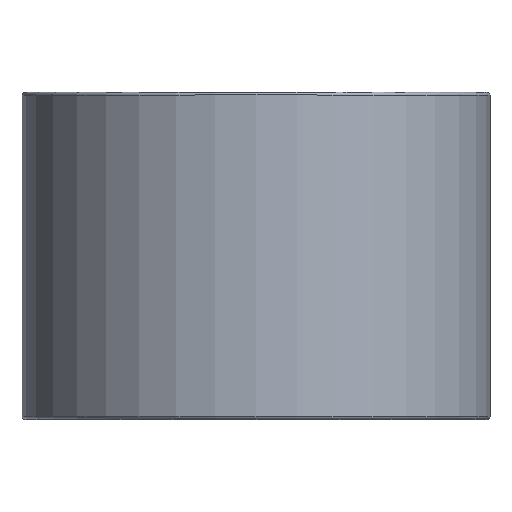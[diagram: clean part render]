
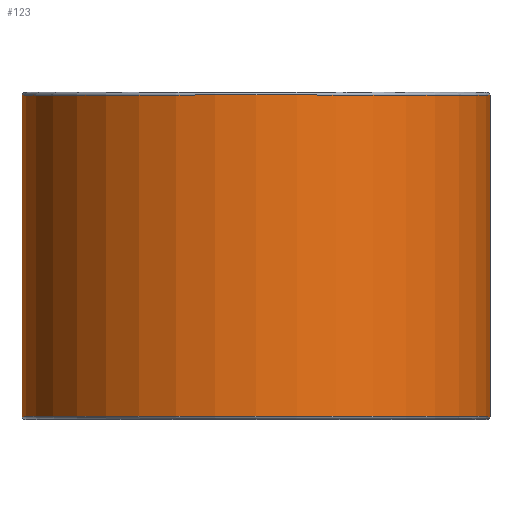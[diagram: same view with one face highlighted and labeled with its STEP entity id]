
A CAD part, top view. The second image highlights one B-rep face of the part: STEP entity #123.
In plain terms, the highlighted cylindrical face has radius 40 mm (diameter 80 mm), a full revolution.
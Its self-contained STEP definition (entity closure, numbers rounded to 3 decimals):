
#106=CYLINDRICAL_SURFACE('',#584,40.);
#123=ADVANCED_FACE('',(#170,#171),#106,.T.);
#170=FACE_BOUND('',#258,.T.);
#171=FACE_BOUND('',#259,.T.);
#258=EDGE_LOOP('',(#348));
#259=EDGE_LOOP('',(#349));
#348=ORIENTED_EDGE('',*,*,#499,.F.);
#349=ORIENTED_EDGE('',*,*,#498,.F.);
#449=VERTEX_POINT('',#793);
#450=VERTEX_POINT('',#796);
#498=EDGE_CURVE('',#449,#449,#549,.T.);
#499=EDGE_CURVE('',#450,#450,#550,.T.);
#549=CIRCLE('',#581,40.);
#550=CIRCLE('',#583,40.);
#581=AXIS2_PLACEMENT_3D('',#792,#653,#654);
#583=AXIS2_PLACEMENT_3D('',#795,#657,#658);
#584=AXIS2_PLACEMENT_3D('',#797,#659,#660);
#653=DIRECTION('',(-1.,0.,0.));
#654=DIRECTION('',(0.,-1.,0.));
#657=DIRECTION('',(1.,0.,0.));
#658=DIRECTION('',(0.,-1.,0.));
#659=DIRECTION('',(1.,0.,0.));
#660=DIRECTION('',(0.,-1.,0.));
#792=CARTESIAN_POINT('',(-24.054,0.,0.));
#793=CARTESIAN_POINT('',(-24.054,40.,0.));
#795=CARTESIAN_POINT('',(30.854,0.,0.));
#796=CARTESIAN_POINT('',(30.854,40.,0.));
#797=CARTESIAN_POINT('',(3.4,0.,0.));
